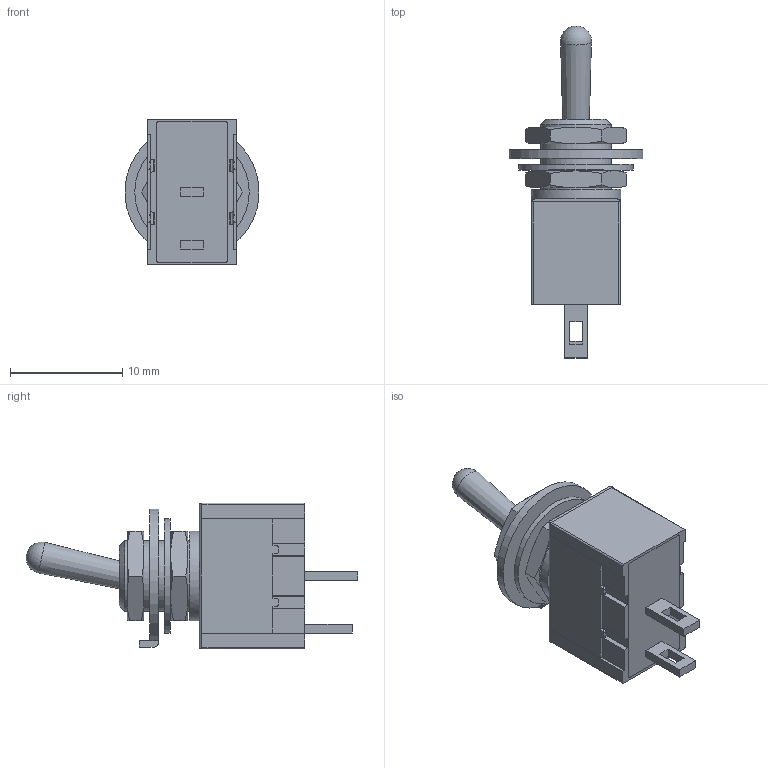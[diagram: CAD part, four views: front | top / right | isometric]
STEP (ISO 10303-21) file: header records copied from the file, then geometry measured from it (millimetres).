
FILE_DESCRIPTION( ( 'STEP AP214' ), '1' );
FILE_NAME( 'M2011S3A1W01.stp', '2022-02-23T19:28:33', ( 'License CC BY-ND 4.0' ), ( 'CADENAS' ), ' ', 'PARTsolutions', ' ' );
FILE_SCHEMA( ( 'AUTOMOTIVE_DESIGN { 1 0 10303 214 1 1 1 1 }' ) );
Length unit declared in the file: inch
Products named in the file (9): M2011S3A1W01; _M20111S3A1W01-switch; _M201A1M201-bushing; _AT513H; _AT507H; _AT509; _M201101-terminals; _M20S3-toggles; _M20S3-caps
Assembly tree (9 placements, depth 2):
  M2011S3A1W01
    _M20111S3A1W01-switch
    _M201A1M201-bushing
    _AT513H  x2
    _AT507H
    _AT509
    _M201101-terminals
    _M20S3-toggles
    _M20S3-caps
Bounding box: 11.95 x 29.62 x 13 mm (x, y, z)
Volume: 1315.3 mm3; surface area: 2198.9 mm2
Topology: 8 solids, 8 shells, 238 faces, 631 edges, 414 vertices
Faces by surface type: plane 156, cylinder 51, cone 30, sphere 1
Full cylindrical faces by diameter (mm): 4.445 x1, 5.367 x2, 10.211 x1
Entity records: 8559 total; most frequent: CARTESIAN_POINT 1261, ORIENTED_EDGE 1132, DIRECTION 1111, EDGE_CURVE 566, LINE 419, VECTOR 419, VERTEX_POINT 377, AXIS2_PLACEMENT_3D 346
